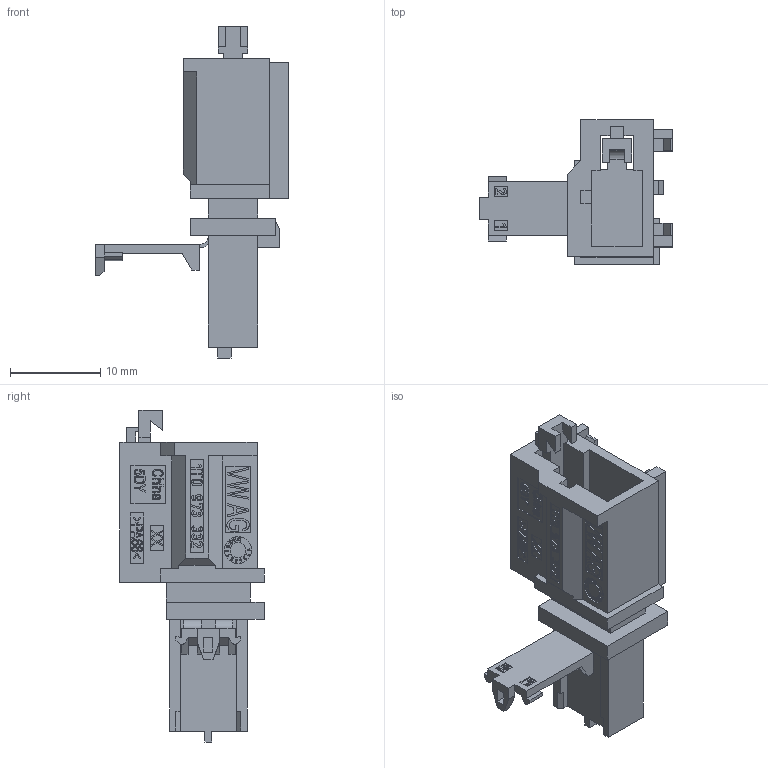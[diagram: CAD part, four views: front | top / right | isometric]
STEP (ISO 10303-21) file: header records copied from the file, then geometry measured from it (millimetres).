
FILE_DESCRIPTION(/* description */ (''),/* implementation_level */ '2;1');
FILE_NAME(/* name */ '15517409_ENV02_01.stp',/* time_stamp */ '2023-07-18T14:54:34+08:00',/* author */ (''),/* organization */ (''),/* preprocessor_version */ 'ST-DEVELOPER v16',/* originating_system */ 'SIEMENS PLM Software NX 11.0',/* authorisation */ '');
FILE_SCHEMA (('AUTOMOTIVE_DESIGN { 1 0 10303 214 3 1 1 1 }'));
Length unit declared in the file: millimetre
Products named in the file (1): 15517409_ENV02_01
Bounding box: 21.5 x 15.97 x 36.8 mm (x, y, z)
Volume: 2155.9 mm3; surface area: 2868.5 mm2
Topology: 1 solids, 1 shells, 750 faces, 2031 edges, 1352 vertices
Faces by surface type: plane 568, cylinder 118, extrusion 64
Full cylindrical faces by diameter (mm): 1.75 x1, 3 x1
Entity records: 25111 total; most frequent: CARTESIAN_POINT 6550, ORIENTED_EDGE 4058, DIRECTION 3383, EDGE_CURVE 2029, VECTOR 1537, LINE 1473, VERTEX_POINT 1352, AXIS2_PLACEMENT_3D 923
